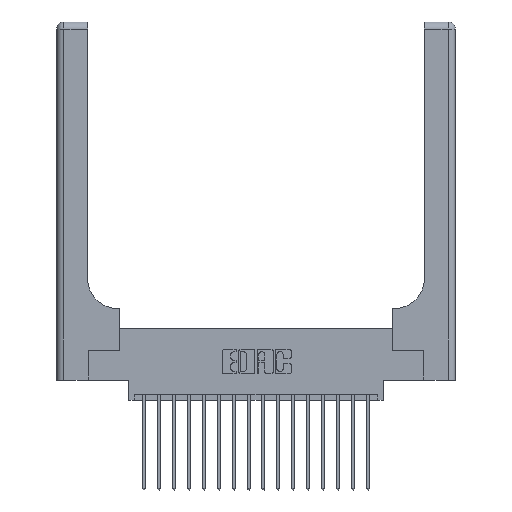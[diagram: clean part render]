
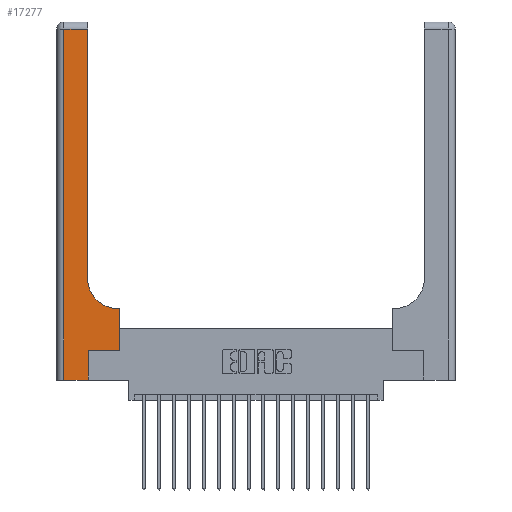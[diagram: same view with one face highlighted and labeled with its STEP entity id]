
A CAD part, top view. The second image highlights one B-rep face of the part: STEP entity #17277.
In plain terms, the highlighted planar face has unit normal (0, 0, 1).
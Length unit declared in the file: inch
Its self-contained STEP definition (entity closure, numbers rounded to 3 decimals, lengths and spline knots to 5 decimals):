
#42 = LINE ( 'NONE', #13810, #4044 ) ;
#153 = CARTESIAN_POINT ( 'NONE',  ( 0.26, 0.6, 0.37 ) ) ;
#166 = CARTESIAN_POINT ( 'NONE',  ( 0.265, 0., 0.37 ) ) ;
#519 = CARTESIAN_POINT ( 'NONE',  ( 0.26, 2.94, 0.37 ) ) ;
#681 = EDGE_LOOP ( 'NONE', ( #13760, #17212, #17777, #11463, #17834, #3986, #18097, #11171, #3823 ) ) ;
#711 = VERTEX_POINT ( 'NONE', #4090 ) ;
#715 = CARTESIAN_POINT ( 'NONE',  ( 0., 3., 0.37 ) ) ;
#1168 = VERTEX_POINT ( 'NONE', #8253 ) ;
#1364 = DIRECTION ( 'NONE',  ( 1., 0., 0. ) ) ;
#1943 = CARTESIAN_POINT ( 'NONE',  ( 0., 0., 0.37 ) ) ;
#2892 = LINE ( 'NONE', #11906, #6392 ) ;
#2915 = AXIS2_PLACEMENT_3D ( 'NONE', #715, #5252, #15669 ) ;
#3477 = DIRECTION ( 'NONE',  ( 1., 0., 0. ) ) ;
#3680 = EDGE_CURVE ( 'NONE', #5377, #15110, #9458, .T. ) ;
#3823 = ORIENTED_EDGE ( 'NONE', *, *, #6447, .T. ) ;
#3986 = ORIENTED_EDGE ( 'NONE', *, *, #18935, .T. ) ;
#4044 = VECTOR ( 'NONE', #6406, 39.37008 ) ;
#4076 = EDGE_CURVE ( 'NONE', #13121, #7996, #7333, .T. ) ;
#4090 = CARTESIAN_POINT ( 'NONE',  ( 0.26, 0.85, 0.37 ) ) ;
#5145 = CARTESIAN_POINT ( 'NONE',  ( 0.265, 0.25, 0.37 ) ) ;
#5168 = VERTEX_POINT ( 'NONE', #18375 ) ;
#5252 = DIRECTION ( 'NONE',  ( 0., 0., -1. ) ) ;
#5377 = VERTEX_POINT ( 'NONE', #12898 ) ;
#5467 = VECTOR ( 'NONE', #13603, 39.37008 ) ;
#5510 = AXIS2_PLACEMENT_3D ( 'NONE', #6940, #17345, #8444 ) ;
#6392 = VECTOR ( 'NONE', #13261, 39.37008 ) ;
#6406 = DIRECTION ( 'NONE',  ( 0., 1., 0. ) ) ;
#6447 = EDGE_CURVE ( 'NONE', #15110, #711, #15162, .T. ) ;
#6940 = CARTESIAN_POINT ( 'NONE',  ( 0.51, 0.85, 0.37 ) ) ;
#6959 = CARTESIAN_POINT ( 'NONE',  ( 0.06, 2.94, 0.37 ) ) ;
#7027 = LINE ( 'NONE', #15411, #17498 ) ;
#7333 = LINE ( 'NONE', #17888, #7813 ) ;
#7482 = DIRECTION ( 'NONE',  ( -1., 0., 0. ) ) ;
#7714 = EDGE_CURVE ( 'NONE', #5168, #9411, #10734, .T. ) ;
#7813 = VECTOR ( 'NONE', #7482, 39.37008 ) ;
#7996 = VERTEX_POINT ( 'NONE', #6959 ) ;
#8253 = CARTESIAN_POINT ( 'NONE',  ( 0.528, 0.25, 0.37 ) ) ;
#8444 = DIRECTION ( 'NONE',  ( 1., 0., 0. ) ) ;
#9411 = VERTEX_POINT ( 'NONE', #166 ) ;
#9458 = LINE ( 'NONE', #153, #5467 ) ;
#9493 = DIRECTION ( 'NONE',  ( 0., 1., 0. ) ) ;
#9512 = EDGE_CURVE ( 'NONE', #1168, #5377, #42, .T. ) ;
#9745 = VECTOR ( 'NONE', #1364, 39.37008 ) ;
#9756 = EDGE_CURVE ( 'NONE', #7996, #5168, #11253, .T. ) ;
#10062 = EDGE_CURVE ( 'NONE', #711, #13121, #2892, .T. ) ;
#10247 = VECTOR ( 'NONE', #3477, 39.37008 ) ;
#10734 = LINE ( 'NONE', #1943, #10247 ) ;
#11061 = VECTOR ( 'NONE', #14245, 39.37008 ) ;
#11171 = ORIENTED_EDGE ( 'NONE', *, *, #3680, .T. ) ;
#11253 = LINE ( 'NONE', #17239, #11061 ) ;
#11312 = EDGE_CURVE ( 'NONE', #9411, #13991, #7027, .T. ) ;
#11463 = ORIENTED_EDGE ( 'NONE', *, *, #7714, .T. ) ;
#11828 = CARTESIAN_POINT ( 'NONE',  ( 0.265, 0.25, 0.37 ) ) ;
#11906 = CARTESIAN_POINT ( 'NONE',  ( 0.26, 3., 0.37 ) ) ;
#12411 = CARTESIAN_POINT ( 'NONE',  ( 0.51, 0.6, 0.37 ) ) ;
#12898 = CARTESIAN_POINT ( 'NONE',  ( 0.528, 0.6, 0.37 ) ) ;
#13121 = VERTEX_POINT ( 'NONE', #519 ) ;
#13261 = DIRECTION ( 'NONE',  ( 0., 1., 0. ) ) ;
#13530 = FACE_OUTER_BOUND ( 'NONE', #681, .T. ) ;
#13603 = DIRECTION ( 'NONE',  ( -1., 0., 0. ) ) ;
#13760 = ORIENTED_EDGE ( 'NONE', *, *, #10062, .T. ) ;
#13810 = CARTESIAN_POINT ( 'NONE',  ( 0.528, 0.25, 0.37 ) ) ;
#13991 = VERTEX_POINT ( 'NONE', #5145 ) ;
#14159 = PLANE ( 'NONE',  #2915 ) ;
#14245 = DIRECTION ( 'NONE',  ( 0., -1., 0. ) ) ;
#15110 = VERTEX_POINT ( 'NONE', #12411 ) ;
#15162 = CIRCLE ( 'NONE', #5510, 0.25 ) ;
#15411 = CARTESIAN_POINT ( 'NONE',  ( 0.265, 0., 0.37 ) ) ;
#15669 = DIRECTION ( 'NONE',  ( -1., 0., 0. ) ) ;
#17212 = ORIENTED_EDGE ( 'NONE', *, *, #4076, .T. ) ;
#17239 = CARTESIAN_POINT ( 'NONE',  ( 0.06, 3., 0.37 ) ) ;
#17277 = ADVANCED_FACE ( 'NONE', ( #13530 ), #14159, .F. ) ;
#17345 = DIRECTION ( 'NONE',  ( 0., 0., -1. ) ) ;
#17498 = VECTOR ( 'NONE', #9493, 39.37008 ) ;
#17651 = LINE ( 'NONE', #11828, #9745 ) ;
#17777 = ORIENTED_EDGE ( 'NONE', *, *, #9756, .T. ) ;
#17834 = ORIENTED_EDGE ( 'NONE', *, *, #11312, .T. ) ;
#17888 = CARTESIAN_POINT ( 'NONE',  ( 0., 2.94, 0.37 ) ) ;
#18097 = ORIENTED_EDGE ( 'NONE', *, *, #9512, .T. ) ;
#18375 = CARTESIAN_POINT ( 'NONE',  ( 0.06, 0., 0.37 ) ) ;
#18935 = EDGE_CURVE ( 'NONE', #13991, #1168, #17651, .T. ) ;
